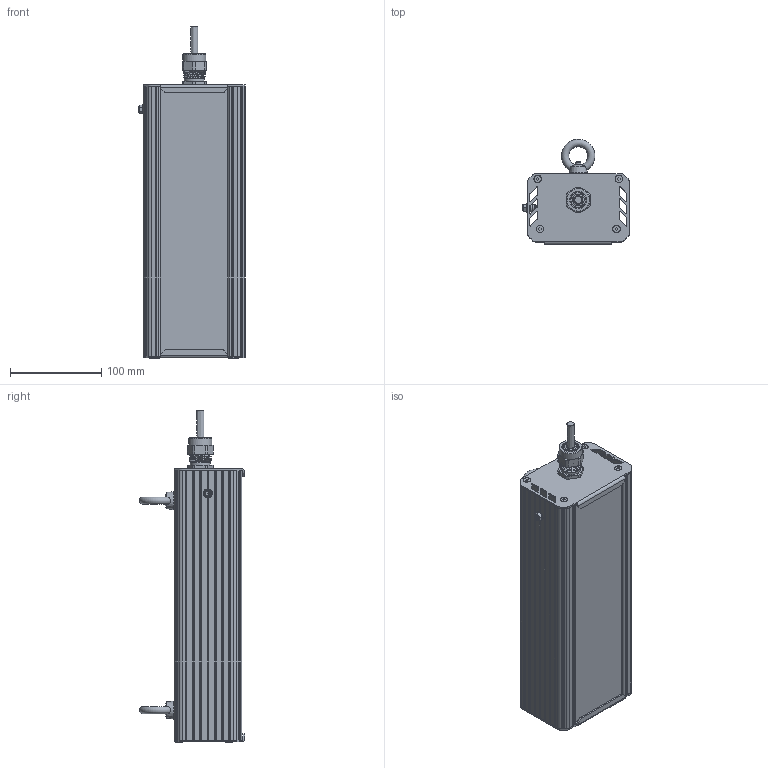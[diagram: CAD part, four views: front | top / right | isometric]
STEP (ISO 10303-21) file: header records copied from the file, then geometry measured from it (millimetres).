
FILE_DESCRIPTION(('STEP AP214'), '1');
FILE_NAME('001.0092.00.011 - ÃÑÏ-Ïðèìà-Îïòèê-2Åõ40', '', ('UNSPECIFIED'), ('UNSPECIFIED'), 'C3D Converter', 'C3D Toolkit', '');
FILE_SCHEMA(('AUTOMOTIVE_DESIGN { 1 0 10303 214 3 1 1}'));
Length unit declared in the file: millimetre
Products named in the file (30): 001.0092.00.011; 001.0065.02.000
Assembly tree (53 placements, depth 4):
  001.0092.00.011
    (unnamed)
      (unnamed)  x4
      (unnamed)  x4
      (unnamed)
      (unnamed)
      (unnamed)
      (unnamed)
      (unnamed)
      (unnamed)
      (unnamed)
      (unnamed)
      (unnamed)
      (unnamed)
      (unnamed)
        (unnamed)
    001.0065.02.000  x2
      (unnamed)
      (unnamed)
    (unnamed)  x4
      (unnamed)
      (unnamed)
      (unnamed)
      (unnamed)
      (unnamed)
      (unnamed)
      (unnamed)
      (unnamed)
      (unnamed)
      (unnamed)
Bounding box: 117.15 x 115.38 x 364.5 mm (x, y, z)
Volume: 664750.1 mm3; surface area: 538994.1 mm2
Topology: 164 solids, 164 shells, 2369 faces, 5505 edges, 3684 vertices
Faces by surface type: plane 1627, cylinder 570, cone 79, bspline 75, sphere 12, torus 6
Full cylindrical faces by diameter (mm): 1 x12, 2 x8, 2.5 x16, 2.8 x100, 3.2 x12, 3.5 x24, 4 x9, 5 x3, 6 x3, 7 x2, 8 x8, 9 x52, 10 x1, 12.5 x1, 13 x1, 16 x1, 17 x1, 18 x1, 18.5 x1, 19 x1, 20 x1, 21.5 x1, 22 x2, 25.5 x1
Entity records: 79181 total; most frequent: CARTESIAN_POINT 43679, DIRECTION 6138, ORIENTED_EDGE 5078, EDGE_CURVE 2539, AXIS2_PLACEMENT_3D 2246, VERTEX_POINT 1767, LINE 1646, VECTOR 1646
